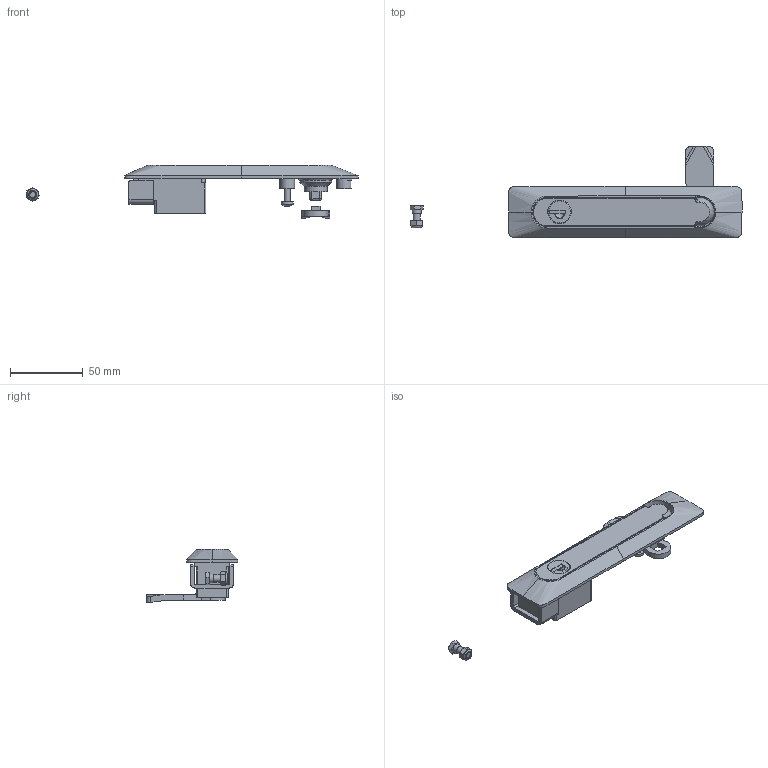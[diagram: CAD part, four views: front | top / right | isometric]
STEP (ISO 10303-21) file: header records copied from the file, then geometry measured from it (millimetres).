
FILE_DESCRIPTION(('STEP AP203'),'1');
FILE_NAME('109.11.11.03.30.step','2017-01-24T12:15:43',(' '),(' '),'Spatial InterOp 3D',' ',' ');
FILE_SCHEMA(('CONFIG_CONTROL_DESIGN'));
Length unit declared in the file: millimetre
Products named in the file (13): 1; 2; 3; 4; 5; 6; 7; 8; 9; 10; 11; 12; 13
Bounding box: 227.56 x 62.5 x 36.5 mm (x, y, z)
Volume: 57809.2 mm3; surface area: 43789.8 mm2
Topology: 13 solids, 13 shells, 690 faces, 1792 edges, 1134 vertices
Faces by surface type: plane 385, cylinder 135, bspline 57, cone 48, torus 39, sphere 17, extrusion 9
Full cylindrical faces by diameter (mm): 2 x2, 3.3 x2, 3.9 x1, 4 x1, 4.2 x9, 5 x1, 5.5 x3, 6 x1, 7.6 x1, 8 x2, 10 x2, 12 x3, 12.2 x1, 15.1 x1, 15.2 x1, 15.8 x1, 16 x2, 16.2 x1, 21.8 x1
Entity records: 24727 total; most frequent: CARTESIAN_POINT 8261, ORIENTED_EDGE 3350, DIRECTION 3162, EDGE_CURVE 1675, AXIS2_PLACEMENT_3D 1146, VERTEX_POINT 1093, VECTOR 870, LINE 861
